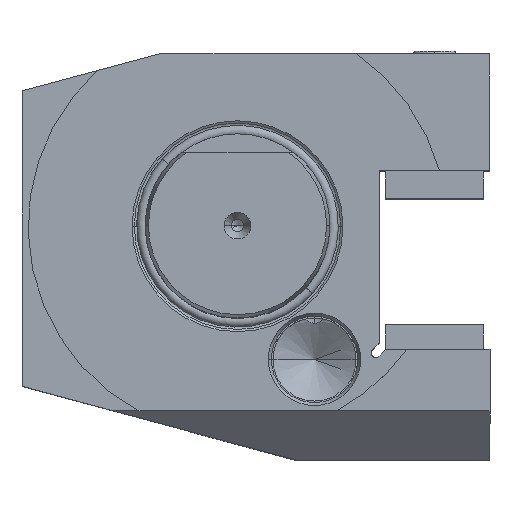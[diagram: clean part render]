
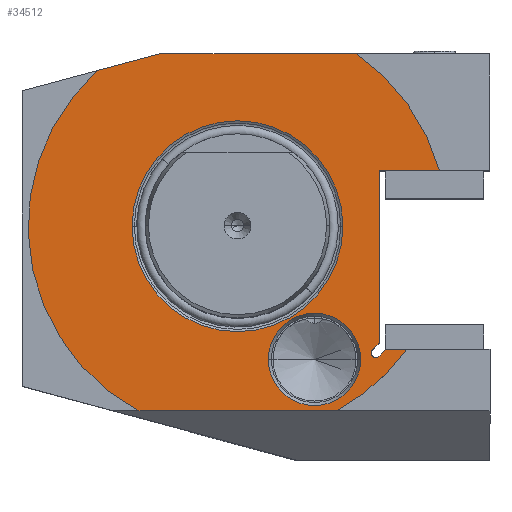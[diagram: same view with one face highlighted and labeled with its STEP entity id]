
A CAD part, top view. The second image highlights one B-rep face of the part: STEP entity #34512.
In plain terms, the highlighted planar face has unit normal (0, 0, 1).
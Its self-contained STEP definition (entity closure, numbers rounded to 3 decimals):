
#162 = CARTESIAN_POINT ( 'NONE',  ( 22.434, -20.566, -55. ) ) ;
#192 = CARTESIAN_POINT ( 'NONE',  ( 23., 17.121, -55. ) ) ;
#204 = DIRECTION ( 'NONE',  ( -1., 0., 0. ) ) ;
#220 = DIRECTION ( 'NONE',  ( 0., -1., 0. ) ) ;
#243 = DIRECTION ( 'NONE',  ( 0., 0., -1. ) ) ;
#295 = DIRECTION ( 'NONE',  ( 1., 0., 0. ) ) ;
#306 = DIRECTION ( 'NONE',  ( 0., 0., 1. ) ) ;
#308 = DIRECTION ( 'NONE',  ( 1., 0., 0. ) ) ;
#332 = CARTESIAN_POINT ( 'NONE',  ( 0., 28., -55. ) ) ;
#339 = CARTESIAN_POINT ( 'NONE',  ( 12.5, -21.628, -55. ) ) ;
#430 = CARTESIAN_POINT ( 'NONE',  ( 0., 0., -55. ) ) ;
#464 = DIRECTION ( 'NONE',  ( 0., 0., 1. ) ) ;
#470 = DIRECTION ( 'NONE',  ( 1., 0., 0. ) ) ;
#659 = DIRECTION ( 'NONE',  ( 1., 0., 0. ) ) ;
#669 = DIRECTION ( 'NONE',  ( 0., 0., 1. ) ) ;
#690 = CARTESIAN_POINT ( 'NONE',  ( 0., 0., -55. ) ) ;
#892 = CARTESIAN_POINT ( 'NONE',  ( 0., 0., -55. ) ) ;
#894 = DIRECTION ( 'NONE',  ( 0., 0., 1. ) ) ;
#912 = DIRECTION ( 'NONE',  ( 1., 0., 0. ) ) ;
#1006 = CARTESIAN_POINT ( 'NONE',  ( 0., -20., -55. ) ) ;
#1029 = DIRECTION ( 'NONE',  ( 1., 0., 0. ) ) ;
#1240 = LINE ( 'NONE', #4154, #1305 ) ;
#1254 = VECTOR ( 'NONE', #4175, 1000. ) ;
#1279 = CIRCLE ( 'NONE', #23089, 0.75 ) ;
#1287 = VECTOR ( 'NONE', #3856, 1000. ) ;
#1290 = LINE ( 'NONE', #192, #1326 ) ;
#1292 = LINE ( 'NONE', #4147, #1254 ) ;
#1294 = VECTOR ( 'NONE', #295, 1000. ) ;
#1295 = CIRCLE ( 'NONE', #23090, 7.5 ) ;
#1298 = LINE ( 'NONE', #332, #1294 ) ;
#1301 = LINE ( 'NONE', #3810, #1320 ) ;
#1305 = VECTOR ( 'NONE', #4168, 1000. ) ;
#1312 = LINE ( 'NONE', #3869, #1287 ) ;
#1320 = VECTOR ( 'NONE', #3822, 1000. ) ;
#1322 = VECTOR ( 'NONE', #3807, 1000. ) ;
#1326 = VECTOR ( 'NONE', #220, 1000. ) ;
#1333 = CIRCLE ( 'NONE', #23079, 34. ) ;
#1347 = LINE ( 'NONE', #3837, #1322 ) ;
#1349 = CIRCLE ( 'NONE', #23096, 34. ) ;
#1387 = CIRCLE ( 'NONE', #23124, 17.121 ) ;
#1393 = CIRCLE ( 'NONE', #23120, 34. ) ;
#1497 = LINE ( 'NONE', #1006, #1507 ) ;
#1499 = CIRCLE ( 'NONE', #23129, 17.121 ) ;
#1507 = VECTOR ( 'NONE', #1029, 1000. ) ;
#3807 = DIRECTION ( 'NONE',  ( -1., 0., 0. ) ) ;
#3810 = CARTESIAN_POINT ( 'NONE',  ( 30.591, -13.47, -55. ) ) ;
#3822 = DIRECTION ( 'NONE',  ( -0.707, -0.707, 0. ) ) ;
#3837 = CARTESIAN_POINT ( 'NONE',  ( 0., 9., -55. ) ) ;
#3856 = DIRECTION ( 'NONE',  ( 0.966, 0.259, 0. ) ) ;
#3869 = CARTESIAN_POINT ( 'NONE',  ( -3.564, 30.423, -55. ) ) ;
#3881 = CARTESIAN_POINT ( 'NONE',  ( 0., 0., -55. ) ) ;
#3883 = DIRECTION ( 'NONE',  ( 0., 0., 1. ) ) ;
#3884 = DIRECTION ( 'NONE',  ( 1., 0., 0. ) ) ;
#4074 = DIRECTION ( 'NONE',  ( 0., 0., 1. ) ) ;
#4083 = CARTESIAN_POINT ( 'NONE',  ( 0., 0., -55. ) ) ;
#4105 = DIRECTION ( 'NONE',  ( 1., 0., 0. ) ) ;
#4147 = CARTESIAN_POINT ( 'NONE',  ( 29.53, -12.409, -55. ) ) ;
#4154 = CARTESIAN_POINT ( 'NONE',  ( 0., -30., -55. ) ) ;
#4168 = DIRECTION ( 'NONE',  ( 1., 0., 0. ) ) ;
#4175 = DIRECTION ( 'NONE',  ( 0.707, 0.707, 0. ) ) ;
#6436 = CARTESIAN_POINT ( 'NONE',  ( 12.5, -21.628, -55. ) ) ;
#6442 = DIRECTION ( 'NONE',  ( 1., 0., 0. ) ) ;
#6443 = DIRECTION ( 'NONE',  ( 0., 0., 1. ) ) ;
#12336 = VERTEX_POINT ( 'NONE', #39155 ) ;
#12385 = VERTEX_POINT ( 'NONE', #39110 ) ;
#13003 = VERTEX_POINT ( 'NONE', #39210 ) ;
#13032 = VERTEX_POINT ( 'NONE', #39309 ) ;
#13052 = VERTEX_POINT ( 'NONE', #39326 ) ;
#13058 = VERTEX_POINT ( 'NONE', #39374 ) ;
#13300 = VERTEX_POINT ( 'NONE', #39812 ) ;
#13307 = VERTEX_POINT ( 'NONE', #39806 ) ;
#13311 = VERTEX_POINT ( 'NONE', #39769 ) ;
#13320 = VERTEX_POINT ( 'NONE', #39755 ) ;
#13342 = VERTEX_POINT ( 'NONE', #39877 ) ;
#13346 = VERTEX_POINT ( 'NONE', #39876 ) ;
#13372 = VERTEX_POINT ( 'NONE', #39836 ) ;
#13380 = VERTEX_POINT ( 'NONE', #39871 ) ;
#13386 = VERTEX_POINT ( 'NONE', #39852 ) ;
#13401 = VERTEX_POINT ( 'NONE', #39820 ) ;
#13416 = VERTEX_POINT ( 'NONE', #39851 ) ;
#16258 = EDGE_CURVE ( 'NONE', #12336, #12385, #22262, .T. ) ;
#16436 = EDGE_CURVE ( 'NONE', #13052, #13058, #22439, .T. ) ;
#16988 = EDGE_CURVE ( 'NONE', #13401, #13380, #1347, .T. ) ;
#16991 = EDGE_CURVE ( 'NONE', #13372, #13416, #1301, .T. ) ;
#16994 = EDGE_CURVE ( 'NONE', #13386, #13311, #1312, .T. ) ;
#16995 = EDGE_CURVE ( 'NONE', #13342, #13320, #1349, .T. ) ;
#17012 = EDGE_CURVE ( 'NONE', #13401, #13307, #1333, .T. ) ;
#17015 = EDGE_CURVE ( 'NONE', #13300, #13342, #1240, .T. ) ;
#17021 = EDGE_CURVE ( 'NONE', #13058, #13346, #1292, .T. ) ;
#17030 = EDGE_CURVE ( 'NONE', #13380, #13346, #1290, .T. ) ;
#17032 = EDGE_CURVE ( 'NONE', #13416, #13052, #1279, .T. ) ;
#17035 = EDGE_CURVE ( 'NONE', #12385, #12336, #1295, .T. ) ;
#17038 = EDGE_CURVE ( 'NONE', #13311, #13307, #1298, .T. ) ;
#17046 = EDGE_CURVE ( 'NONE', #13386, #13300, #1393, .T. ) ;
#17063 = EDGE_CURVE ( 'NONE', #13003, #13032, #1387, .T. ) ;
#17097 = EDGE_CURVE ( 'NONE', #13032, #13003, #1499, .T. ) ;
#17106 = EDGE_CURVE ( 'NONE', #13372, #13320, #1497, .T. ) ;
#18773 = DIRECTION ( 'NONE',  ( -1., 0., 0. ) ) ;
#18781 = CARTESIAN_POINT ( 'NONE',  ( 22.434, -20.566, -55. ) ) ;
#18799 = DIRECTION ( 'NONE',  ( 0., 0., -1. ) ) ;
#22262 = CIRCLE ( 'NONE', #23196, 7.5 ) ;
#22439 = CIRCLE ( 'NONE', #23213, 0.75 ) ;
#23079 = AXIS2_PLACEMENT_3D ( 'NONE', #4083, #4074, #4105 ) ;
#23089 = AXIS2_PLACEMENT_3D ( 'NONE', #162, #243, #204 ) ;
#23090 = AXIS2_PLACEMENT_3D ( 'NONE', #339, #306, #308 ) ;
#23096 = AXIS2_PLACEMENT_3D ( 'NONE', #3881, #3883, #3884 ) ;
#23120 = AXIS2_PLACEMENT_3D ( 'NONE', #430, #464, #470 ) ;
#23124 = AXIS2_PLACEMENT_3D ( 'NONE', #690, #669, #659 ) ;
#23129 = AXIS2_PLACEMENT_3D ( 'NONE', #892, #894, #912 ) ;
#23196 = AXIS2_PLACEMENT_3D ( 'NONE', #6436, #6443, #6442 ) ;
#23213 = AXIS2_PLACEMENT_3D ( 'NONE', #18781, #18799, #18773 ) ;
#32253 = PLANE ( 'NONE',  #37959 ) ;
#32266 = DIRECTION ( 'NONE',  ( 0., 0., -1. ) ) ;
#32270 = DIRECTION ( 'NONE',  ( -1., 0., 0. ) ) ;
#32282 = CARTESIAN_POINT ( 'NONE',  ( 0., 17.121, -55. ) ) ;
#33259 = FACE_BOUND ( 'NONE', #38591, .T. ) ;
#33262 = FACE_OUTER_BOUND ( 'NONE', #38675, .T. ) ;
#33278 = FACE_BOUND ( 'NONE', #38725, .T. ) ;
#34512 = ADVANCED_FACE ( 'NONE', ( #33259, #33262, #33278 ), #32253, .F. ) ;
#37959 = AXIS2_PLACEMENT_3D ( 'NONE', #32282, #32266, #32270 ) ;
#38591 = EDGE_LOOP ( 'NONE', ( #40537, #40508 ) ) ;
#38675 = EDGE_LOOP ( 'NONE', ( #40529, #40513, #40506, #40541, #40526, #40587, #40561, #40548, #40573, #40551, #40579, #40524, #40491 ) ) ;
#38725 = EDGE_LOOP ( 'NONE', ( #40549, #40577 ) ) ;
#39110 = CARTESIAN_POINT ( 'NONE',  ( 20., -21.628, -55. ) ) ;
#39155 = CARTESIAN_POINT ( 'NONE',  ( 5., -21.628, -55. ) ) ;
#39210 = CARTESIAN_POINT ( 'NONE',  ( -17.121, 0., -55. ) ) ;
#39309 = CARTESIAN_POINT ( 'NONE',  ( 17.121, 0., -55. ) ) ;
#39326 = CARTESIAN_POINT ( 'NONE',  ( 21.684, -20.566, -55. ) ) ;
#39374 = CARTESIAN_POINT ( 'NONE',  ( 21.904, -20.035, -55. ) ) ;
#39755 = CARTESIAN_POINT ( 'NONE',  ( 27.495, -20., -55. ) ) ;
#39769 = CARTESIAN_POINT ( 'NONE',  ( -12.608, 28., -55. ) ) ;
#39806 = CARTESIAN_POINT ( 'NONE',  ( 19.287, 28., -55. ) ) ;
#39812 = CARTESIAN_POINT ( 'NONE',  ( -16., -30., -55. ) ) ;
#39820 = CARTESIAN_POINT ( 'NONE',  ( 32.787, 9., -55. ) ) ;
#39836 = CARTESIAN_POINT ( 'NONE',  ( 24.061, -20., -55. ) ) ;
#39851 = CARTESIAN_POINT ( 'NONE',  ( 22.965, -21.096, -55. ) ) ;
#39852 = CARTESIAN_POINT ( 'NONE',  ( -22.726, 25.289, -55. ) ) ;
#39871 = CARTESIAN_POINT ( 'NONE',  ( 23., 9., -55. ) ) ;
#39876 = CARTESIAN_POINT ( 'NONE',  ( 23., -18.939, -55. ) ) ;
#39877 = CARTESIAN_POINT ( 'NONE',  ( 16., -30., -55. ) ) ;
#40491 = ORIENTED_EDGE ( 'NONE', *, *, #16991, .T. ) ;
#40506 = ORIENTED_EDGE ( 'NONE', *, *, #17021, .T. ) ;
#40508 = ORIENTED_EDGE ( 'NONE', *, *, #16258, .F. ) ;
#40513 = ORIENTED_EDGE ( 'NONE', *, *, #16436, .T. ) ;
#40524 = ORIENTED_EDGE ( 'NONE', *, *, #17106, .F. ) ;
#40526 = ORIENTED_EDGE ( 'NONE', *, *, #16988, .F. ) ;
#40529 = ORIENTED_EDGE ( 'NONE', *, *, #17032, .T. ) ;
#40537 = ORIENTED_EDGE ( 'NONE', *, *, #17035, .F. ) ;
#40541 = ORIENTED_EDGE ( 'NONE', *, *, #17030, .F. ) ;
#40548 = ORIENTED_EDGE ( 'NONE', *, *, #16994, .F. ) ;
#40549 = ORIENTED_EDGE ( 'NONE', *, *, #17097, .F. ) ;
#40551 = ORIENTED_EDGE ( 'NONE', *, *, #17015, .T. ) ;
#40561 = ORIENTED_EDGE ( 'NONE', *, *, #17038, .F. ) ;
#40573 = ORIENTED_EDGE ( 'NONE', *, *, #17046, .T. ) ;
#40577 = ORIENTED_EDGE ( 'NONE', *, *, #17063, .F. ) ;
#40579 = ORIENTED_EDGE ( 'NONE', *, *, #16995, .T. ) ;
#40587 = ORIENTED_EDGE ( 'NONE', *, *, #17012, .T. ) ;
